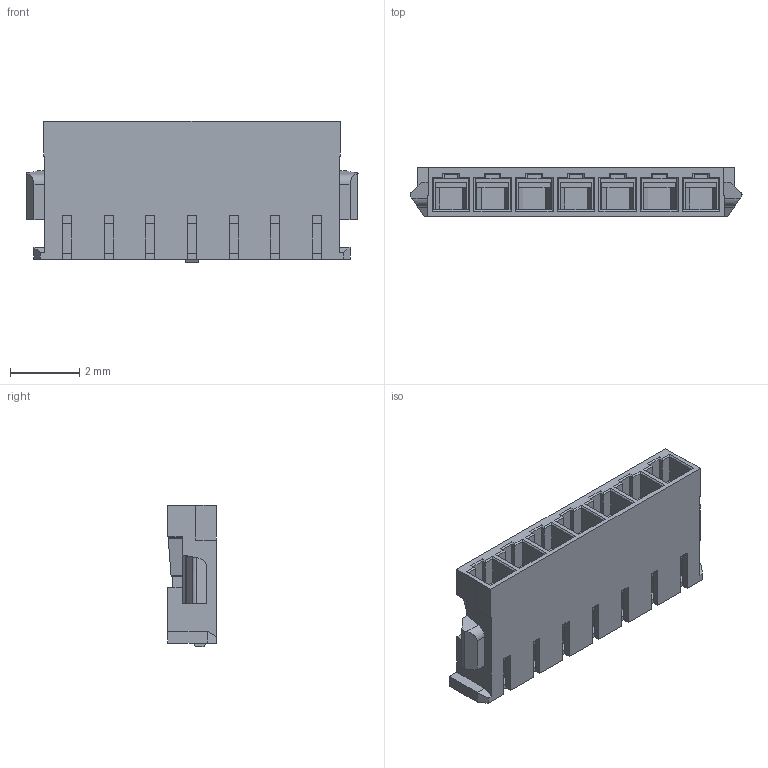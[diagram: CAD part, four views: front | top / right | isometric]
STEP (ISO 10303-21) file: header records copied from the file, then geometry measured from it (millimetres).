
FILE_DESCRIPTION((''),'2;1');
FILE_NAME('781725007','2013-12-10T',('me'),(''),'PRO/ENGINEER BY PARAMETRIC TECHNOLOGY CORPORATION, 2011490','PRO/ENGINEER BY PARAMETRIC TECHNOLOGY CORPORATION, 2011490','');
FILE_SCHEMA(('CONFIG_CONTROL_DESIGN'));
Length unit declared in the file: millimetre
Products named in the file (1): 781725007
Bounding box: 9.56 x 1.4 x 4.07 mm (x, y, z)
Volume: 24.1 mm3; surface area: 207 mm2
Topology: 1 solids, 1 shells, 533 faces, 1462 edges, 933 vertices
Faces by surface type: plane 501, cylinder 32
Entity records: 16519 total; most frequent: CARTESIAN_POINT 3024, ORIENTED_EDGE 2904, DIRECTION 2554, EDGE_CURVE 1452, VECTOR 1374, LINE 1374, VERTEX_POINT 916, AXIS2_PLACEMENT_3D 590
